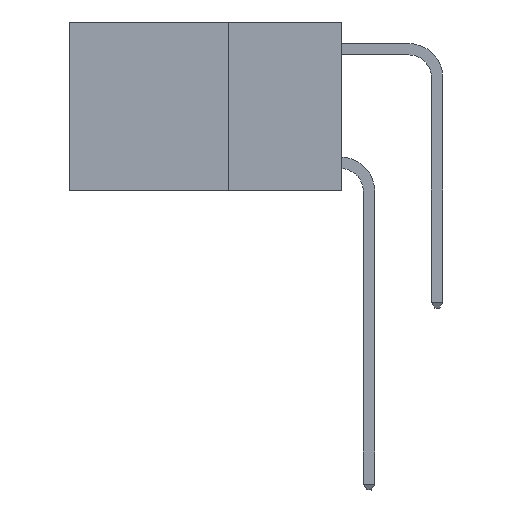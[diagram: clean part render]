
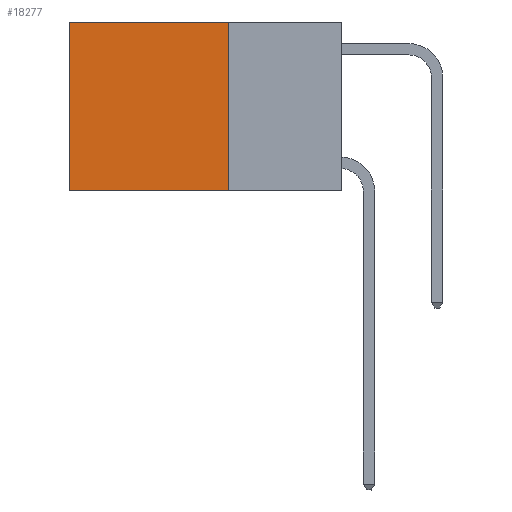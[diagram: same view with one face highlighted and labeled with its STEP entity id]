
A CAD part, left-side view. The second image highlights one B-rep face of the part: STEP entity #18277.
In plain terms, the highlighted planar face has unit normal (-1, 0, 0).
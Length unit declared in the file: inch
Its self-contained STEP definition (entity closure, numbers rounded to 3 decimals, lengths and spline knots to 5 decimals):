
#594 = CARTESIAN_POINT ( 'NONE',  ( 0.2625, 0.6, -0.37 ) ) ;
#1214 = AXIS2_PLACEMENT_3D ( 'NONE', #10015, #17705, #2446 ) ;
#2446 = DIRECTION ( 'NONE',  ( 0., 0., -1. ) ) ;
#3196 = DIRECTION ( 'NONE',  ( 0., 1., 0. ) ) ;
#4388 = VECTOR ( 'NONE', #3196, 39.37008 ) ;
#5253 = VERTEX_POINT ( 'NONE', #21127 ) ;
#7496 = EDGE_CURVE ( 'NONE', #20496, #25203, #31057, .T. ) ;
#7662 = DIRECTION ( 'NONE',  ( 0., 1., 0. ) ) ;
#7873 = VECTOR ( 'NONE', #8259, 39.37008 ) ;
#8259 = DIRECTION ( 'NONE',  ( 0., 0., -1. ) ) ;
#10015 = CARTESIAN_POINT ( 'NONE',  ( 0.2625, 0.25, 0. ) ) ;
#10085 = ORIENTED_EDGE ( 'NONE', *, *, #21621, .T. ) ;
#11165 = LINE ( 'NONE', #28543, #4388 ) ;
#12959 = EDGE_LOOP ( 'NONE', ( #15190, #16303, #13504, #10085 ) ) ;
#13504 = ORIENTED_EDGE ( 'NONE', *, *, #7496, .F. ) ;
#15190 = ORIENTED_EDGE ( 'NONE', *, *, #25497, .T. ) ;
#16303 = ORIENTED_EDGE ( 'NONE', *, *, #16411, .F. ) ;
#16411 = EDGE_CURVE ( 'NONE', #25203, #22983, #11165, .T. ) ;
#17421 = CARTESIAN_POINT ( 'NONE',  ( 0.2625, 0.25, -0.37 ) ) ;
#17705 = DIRECTION ( 'NONE',  ( 1., 0., 0. ) ) ;
#18109 = VECTOR ( 'NONE', #7662, 39.37008 ) ;
#18277 = ADVANCED_FACE ( 'NONE', ( #18630 ), #32059, .F. ) ;
#18630 = FACE_OUTER_BOUND ( 'NONE', #12959, .T. ) ;
#19029 = CARTESIAN_POINT ( 'NONE',  ( 0.2625, 0.25, 0. ) ) ;
#20496 = VERTEX_POINT ( 'NONE', #19029 ) ;
#20665 = LINE ( 'NONE', #23648, #7873 ) ;
#21127 = CARTESIAN_POINT ( 'NONE',  ( 0.2625, 0.6, 0. ) ) ;
#21621 = EDGE_CURVE ( 'NONE', #20496, #5253, #32345, .T. ) ;
#21626 = DIRECTION ( 'NONE',  ( 0., 0., -1. ) ) ;
#22983 = VERTEX_POINT ( 'NONE', #594 ) ;
#23648 = CARTESIAN_POINT ( 'NONE',  ( 0.2625, 0.6, 0. ) ) ;
#25203 = VERTEX_POINT ( 'NONE', #17421 ) ;
#25497 = EDGE_CURVE ( 'NONE', #5253, #22983, #20665, .T. ) ;
#25498 = CARTESIAN_POINT ( 'NONE',  ( 0.2625, 0.25, 0. ) ) ;
#28543 = CARTESIAN_POINT ( 'NONE',  ( 0.2625, 0.25, -0.37 ) ) ;
#29109 = CARTESIAN_POINT ( 'NONE',  ( 0.2625, 0.25, 0. ) ) ;
#30256 = VECTOR ( 'NONE', #21626, 39.37008 ) ;
#31057 = LINE ( 'NONE', #29109, #30256 ) ;
#32059 = PLANE ( 'NONE',  #1214 ) ;
#32345 = LINE ( 'NONE', #25498, #18109 ) ;
